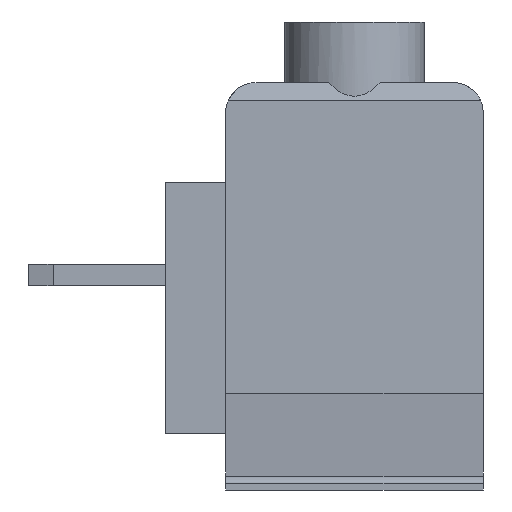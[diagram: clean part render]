
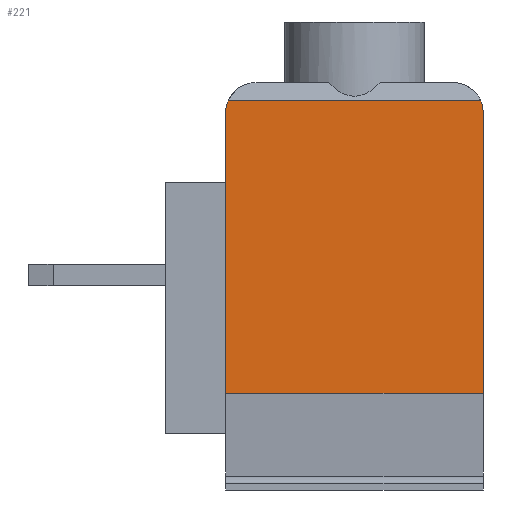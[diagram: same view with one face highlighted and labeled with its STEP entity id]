
A CAD part, left-side view. The second image highlights one B-rep face of the part: STEP entity #221.
In plain terms, the highlighted planar face has unit normal (-1, 0, 0).
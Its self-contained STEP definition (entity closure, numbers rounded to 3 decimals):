
#221 = ADVANCED_FACE( '', ( #513 ), #514, .T. );
#513 = FACE_OUTER_BOUND( '', #879, .T. );
#514 = PLANE( '', #880 );
#879 = EDGE_LOOP( '', ( #1462, #1463, #1464, #1465, #1466, #1467 ) );
#880 = AXIS2_PLACEMENT_3D( '', #1468, #1469, #1470 );
#1462 = ORIENTED_EDGE( '', *, *, #2362, .F. );
#1463 = ORIENTED_EDGE( '', *, *, #2363, .T. );
#1464 = ORIENTED_EDGE( '', *, *, #2364, .T. );
#1465 = ORIENTED_EDGE( '', *, *, #2365, .T. );
#1466 = ORIENTED_EDGE( '', *, *, #2366, .F. );
#1467 = ORIENTED_EDGE( '', *, *, #2359, .T. );
#1468 = CARTESIAN_POINT( '', ( -5., -4.25, -6.2 ) );
#1469 = DIRECTION( '', ( -1., 0., 0. ) );
#1470 = DIRECTION( '', ( 0., 0., 1. ) );
#2359 = EDGE_CURVE( '', #2907, #2905, #2908, .T. );
#2362 = EDGE_CURVE( '', #2911, #2905, #2912, .T. );
#2363 = EDGE_CURVE( '', #2911, #2913, #2914, .T. );
#2364 = EDGE_CURVE( '', #2913, #2915, #2916, .T. );
#2365 = EDGE_CURVE( '', #2915, #2917, #2918, .T. );
#2366 = EDGE_CURVE( '', #2907, #2917, #2919, .T. );
#2905 = VERTEX_POINT( '', #3639 );
#2907 = VERTEX_POINT( '', #3642 );
#2908 = CIRCLE( '', #3643, 1. );
#2911 = VERTEX_POINT( '', #3647 );
#2912 = LINE( '', #3648, #3649 );
#2913 = VERTEX_POINT( '', #3650 );
#2914 = LINE( '', #3651, #3652 );
#2915 = VERTEX_POINT( '', #3653 );
#2916 = LINE( '', #3654, #3655 );
#2917 = VERTEX_POINT( '', #3656 );
#2918 = CIRCLE( '', #3657, 1. );
#2919 = LINE( '', #3658, #3659 );
#3639 = CARTESIAN_POINT( '', ( -5., 4.25, 6.25 ) );
#3642 = CARTESIAN_POINT( '', ( -5., 4.167, 6.65 ) );
#3643 = AXIS2_PLACEMENT_3D( '', #4237, #4238, #4239 );
#3647 = CARTESIAN_POINT( '', ( -5., 4.25, -3. ) );
#3648 = CARTESIAN_POINT( '', ( -5., 4.25, -6.2 ) );
#3649 = VECTOR( '', #4241, 1000. );
#3650 = CARTESIAN_POINT( '', ( -5., -4.25, -3. ) );
#3651 = CARTESIAN_POINT( '', ( -5., 16.141, -3. ) );
#3652 = VECTOR( '', #4242, 1000. );
#3653 = CARTESIAN_POINT( '', ( -5., -4.25, 6.25 ) );
#3654 = CARTESIAN_POINT( '', ( -5., -4.25, -6.2 ) );
#3655 = VECTOR( '', #4243, 1000. );
#3656 = CARTESIAN_POINT( '', ( -5., -4.167, 6.65 ) );
#3657 = AXIS2_PLACEMENT_3D( '', #4244, #4245, #4246 );
#3658 = CARTESIAN_POINT( '', ( -5., 4.25, 6.65 ) );
#3659 = VECTOR( '', #4247, 1000. );
#4237 = CARTESIAN_POINT( '', ( -5., 3.25, 6.25 ) );
#4238 = DIRECTION( '', ( -1., 0., 0. ) );
#4239 = DIRECTION( '', ( 0., 0., 1. ) );
#4241 = DIRECTION( '', ( 0., 0., 1. ) );
#4242 = DIRECTION( '', ( 0., -1., 0. ) );
#4243 = DIRECTION( '', ( 0., 0., 1. ) );
#4244 = CARTESIAN_POINT( '', ( -5., -3.25, 6.25 ) );
#4245 = DIRECTION( '', ( -1., 0., 0. ) );
#4246 = DIRECTION( '', ( 0., 0., 1. ) );
#4247 = DIRECTION( '', ( 0., -1., 0. ) );
